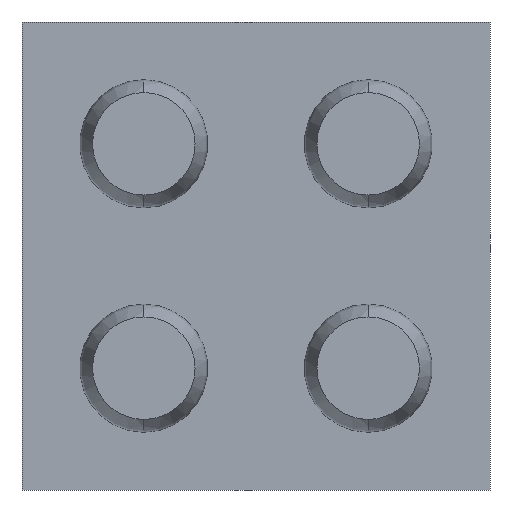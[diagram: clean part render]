
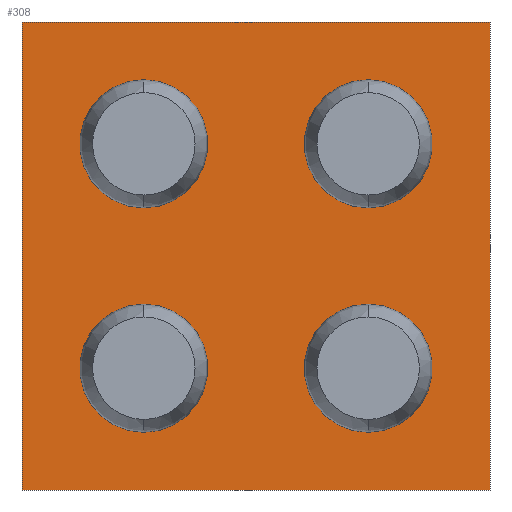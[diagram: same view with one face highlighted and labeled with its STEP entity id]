
A CAD part, front view. The second image highlights one B-rep face of the part: STEP entity #308.
In plain terms, the highlighted planar face has unit normal (0, -1, 0).
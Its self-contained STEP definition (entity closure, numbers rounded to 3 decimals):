
#10 = VERTEX_POINT ( 'NONE', #547 ) ;
#20 = DIRECTION ( 'NONE',  ( 0., -1., 0. ) ) ;
#21 = CARTESIAN_POINT ( 'NONE',  ( 0.175, 0.165, 0.255 ) ) ;
#23 = VECTOR ( 'NONE', #623, 1000. ) ;
#26 = VERTEX_POINT ( 'NONE', #21 ) ;
#27 = VERTEX_POINT ( 'NONE', #498 ) ;
#43 = ORIENTED_EDGE ( 'NONE', *, *, #461, .F. ) ;
#44 = ORIENTED_EDGE ( 'NONE', *, *, #577, .F. ) ;
#47 = ORIENTED_EDGE ( 'NONE', *, *, #659, .F. ) ;
#49 = CIRCLE ( 'NONE', #433, 0.08 ) ;
#52 = ORIENTED_EDGE ( 'NONE', *, *, #509, .F. ) ;
#54 = VERTEX_POINT ( 'NONE', #80 ) ;
#61 = AXIS2_PLACEMENT_3D ( 'NONE', #495, #20, #253 ) ;
#62 = AXIS2_PLACEMENT_3D ( 'NONE', #334, #177, #386 ) ;
#64 = ORIENTED_EDGE ( 'NONE', *, *, #203, .F. ) ;
#66 = AXIS2_PLACEMENT_3D ( 'NONE', #99, #606, #462 ) ;
#69 = CARTESIAN_POINT ( 'NONE',  ( -0.175, 0.165, 0.255 ) ) ;
#78 = CARTESIAN_POINT ( 'NONE',  ( -0.175, 0.165, 0.175 ) ) ;
#80 = CARTESIAN_POINT ( 'NONE',  ( 0.175, 0.165, -0.255 ) ) ;
#99 = CARTESIAN_POINT ( 'NONE',  ( 0.175, 0.165, 0.175 ) ) ;
#103 = EDGE_LOOP ( 'NONE', ( #266, #273 ) ) ;
#107 = AXIS2_PLACEMENT_3D ( 'NONE', #374, #412, #607 ) ;
#120 = CARTESIAN_POINT ( 'NONE',  ( -0.175, 0.165, -0.175 ) ) ;
#125 = LINE ( 'NONE', #341, #23 ) ;
#126 = VERTEX_POINT ( 'NONE', #350 ) ;
#130 = CARTESIAN_POINT ( 'NONE',  ( 0.365, 0.165, -0.365 ) ) ;
#144 = LINE ( 'NONE', #641, #566 ) ;
#145 = VERTEX_POINT ( 'NONE', #130 ) ;
#158 = AXIS2_PLACEMENT_3D ( 'NONE', #78, #306, #592 ) ;
#166 = DIRECTION ( 'NONE',  ( 0., -1., 0. ) ) ;
#175 = CARTESIAN_POINT ( 'NONE',  ( 0.175, 0.165, -0.175 ) ) ;
#177 = DIRECTION ( 'NONE',  ( 0., -1., 0. ) ) ;
#178 = DIRECTION ( 'NONE',  ( 0., -1., 0. ) ) ;
#183 = VECTOR ( 'NONE', #655, 1000. ) ;
#202 = AXIS2_PLACEMENT_3D ( 'NONE', #272, #463, #218 ) ;
#203 = EDGE_CURVE ( 'NONE', #145, #548, #125, .T. ) ;
#218 = DIRECTION ( 'NONE',  ( 0., 0., -1. ) ) ;
#245 = VERTEX_POINT ( 'NONE', #337 ) ;
#253 = DIRECTION ( 'NONE',  ( 0., 0., -1. ) ) ;
#261 = VERTEX_POINT ( 'NONE', #389 ) ;
#266 = ORIENTED_EDGE ( 'NONE', *, *, #366, .F. ) ;
#272 = CARTESIAN_POINT ( 'NONE',  ( -0.175, 0.165, 0.175 ) ) ;
#273 = ORIENTED_EDGE ( 'NONE', *, *, #611, .F. ) ;
#274 = ORIENTED_EDGE ( 'NONE', *, *, #663, .F. ) ;
#275 = CIRCLE ( 'NONE', #620, 0.08 ) ;
#279 = CARTESIAN_POINT ( 'NONE',  ( -0.365, 0.165, 0.365 ) ) ;
#280 = ORIENTED_EDGE ( 'NONE', *, *, #511, .F. ) ;
#285 = FACE_BOUND ( 'NONE', #518, .T. ) ;
#287 = EDGE_CURVE ( 'NONE', #54, #10, #49, .T. ) ;
#290 = VECTOR ( 'NONE', #594, 1000. ) ;
#303 = CARTESIAN_POINT ( 'NONE',  ( -0.365, 0.165, -0.365 ) ) ;
#306 = DIRECTION ( 'NONE',  ( 0., -1., 0. ) ) ;
#308 = ADVANCED_FACE ( 'NONE', ( #616, #423, #285, #474, #332 ), #522, .T. ) ;
#331 = LINE ( 'NONE', #279, #183 ) ;
#332 = FACE_OUTER_BOUND ( 'NONE', #407, .T. ) ;
#334 = CARTESIAN_POINT ( 'NONE',  ( 0.175, 0.165, 0.175 ) ) ;
#337 = CARTESIAN_POINT ( 'NONE',  ( -0.175, 0.165, 0.095 ) ) ;
#338 = ORIENTED_EDGE ( 'NONE', *, *, #482, .F. ) ;
#341 = CARTESIAN_POINT ( 'NONE',  ( -0.365, 0.165, -0.365 ) ) ;
#350 = CARTESIAN_POINT ( 'NONE',  ( 0.175, 0.165, 0.095 ) ) ;
#357 = LINE ( 'NONE', #545, #290 ) ;
#366 = EDGE_CURVE ( 'NONE', #126, #26, #378, .T. ) ;
#374 = CARTESIAN_POINT ( 'NONE',  ( 0.175, 0.165, -0.175 ) ) ;
#375 = CIRCLE ( 'NONE', #61, 0.08 ) ;
#376 = CIRCLE ( 'NONE', #62, 0.08 ) ;
#378 = CIRCLE ( 'NONE', #66, 0.08 ) ;
#385 = DIRECTION ( 'NONE',  ( 0., -1., 0. ) ) ;
#386 = DIRECTION ( 'NONE',  ( 0., 0., -1. ) ) ;
#387 = DIRECTION ( 'NONE',  ( 0., 0., -1. ) ) ;
#389 = CARTESIAN_POINT ( 'NONE',  ( -0.175, 0.165, -0.095 ) ) ;
#399 = CARTESIAN_POINT ( 'NONE',  ( -0.365, 0.165, 0.365 ) ) ;
#402 = CIRCLE ( 'NONE', #107, 0.08 ) ;
#404 = VERTEX_POINT ( 'NONE', #603 ) ;
#407 = EDGE_LOOP ( 'NONE', ( #43, #605, #338, #64 ) ) ;
#412 = DIRECTION ( 'NONE',  ( 0., -1., 0. ) ) ;
#423 = FACE_BOUND ( 'NONE', #103, .T. ) ;
#433 = AXIS2_PLACEMENT_3D ( 'NONE', #175, #385, #660 ) ;
#443 = CIRCLE ( 'NONE', #158, 0.08 ) ;
#452 = ORIENTED_EDGE ( 'NONE', *, *, #287, .F. ) ;
#461 = EDGE_CURVE ( 'NONE', #404, #145, #144, .T. ) ;
#462 = DIRECTION ( 'NONE',  ( 0., 0., -1. ) ) ;
#463 = DIRECTION ( 'NONE',  ( 0., -1., 0. ) ) ;
#474 = FACE_BOUND ( 'NONE', #559, .T. ) ;
#482 = EDGE_CURVE ( 'NONE', #548, #499, #357, .T. ) ;
#488 = CIRCLE ( 'NONE', #202, 0.08 ) ;
#495 = CARTESIAN_POINT ( 'NONE',  ( -0.175, 0.165, -0.175 ) ) ;
#498 = CARTESIAN_POINT ( 'NONE',  ( -0.175, 0.165, -0.255 ) ) ;
#499 = VERTEX_POINT ( 'NONE', #399 ) ;
#500 = DIRECTION ( 'NONE',  ( 0., 0., -1. ) ) ;
#509 = EDGE_CURVE ( 'NONE', #27, #261, #375, .T. ) ;
#511 = EDGE_CURVE ( 'NONE', #557, #245, #443, .T. ) ;
#518 = EDGE_LOOP ( 'NONE', ( #274, #280 ) ) ;
#522 = PLANE ( 'NONE',  #595 ) ;
#545 = CARTESIAN_POINT ( 'NONE',  ( -0.365, 0.165, 0.365 ) ) ;
#547 = CARTESIAN_POINT ( 'NONE',  ( 0.175, 0.165, -0.095 ) ) ;
#548 = VERTEX_POINT ( 'NONE', #303 ) ;
#557 = VERTEX_POINT ( 'NONE', #69 ) ;
#559 = EDGE_LOOP ( 'NONE', ( #452, #47 ) ) ;
#566 = VECTOR ( 'NONE', #500, 1000. ) ;
#577 = EDGE_CURVE ( 'NONE', #261, #27, #275, .T. ) ;
#592 = DIRECTION ( 'NONE',  ( 0., 0., -1. ) ) ;
#594 = DIRECTION ( 'NONE',  ( 0., 0., 1. ) ) ;
#595 = AXIS2_PLACEMENT_3D ( 'NONE', #612, #166, #657 ) ;
#598 = EDGE_LOOP ( 'NONE', ( #52, #44 ) ) ;
#603 = CARTESIAN_POINT ( 'NONE',  ( 0.365, 0.165, 0.365 ) ) ;
#605 = ORIENTED_EDGE ( 'NONE', *, *, #648, .F. ) ;
#606 = DIRECTION ( 'NONE',  ( 0., -1., 0. ) ) ;
#607 = DIRECTION ( 'NONE',  ( 0., 0., -1. ) ) ;
#611 = EDGE_CURVE ( 'NONE', #26, #126, #376, .T. ) ;
#612 = CARTESIAN_POINT ( 'NONE',  ( 0., 0.165, 0. ) ) ;
#616 = FACE_BOUND ( 'NONE', #598, .T. ) ;
#620 = AXIS2_PLACEMENT_3D ( 'NONE', #120, #178, #387 ) ;
#623 = DIRECTION ( 'NONE',  ( -1., 0., 0. ) ) ;
#641 = CARTESIAN_POINT ( 'NONE',  ( 0.365, 0.165, 0.365 ) ) ;
#648 = EDGE_CURVE ( 'NONE', #499, #404, #331, .T. ) ;
#655 = DIRECTION ( 'NONE',  ( 1., 0., 0. ) ) ;
#657 = DIRECTION ( 'NONE',  ( 0., 0., -1. ) ) ;
#659 = EDGE_CURVE ( 'NONE', #10, #54, #402, .T. ) ;
#660 = DIRECTION ( 'NONE',  ( 0., 0., -1. ) ) ;
#663 = EDGE_CURVE ( 'NONE', #245, #557, #488, .T. ) ;
